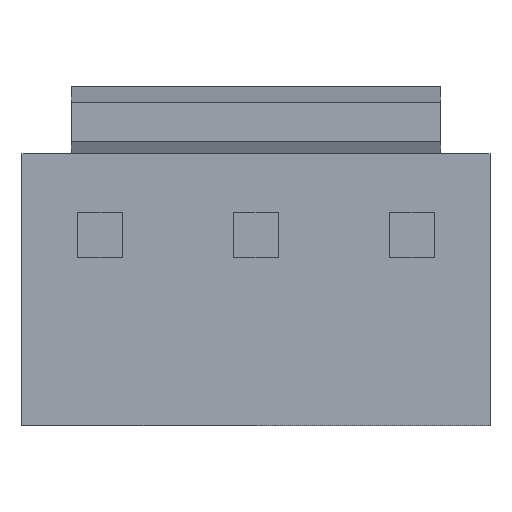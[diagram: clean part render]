
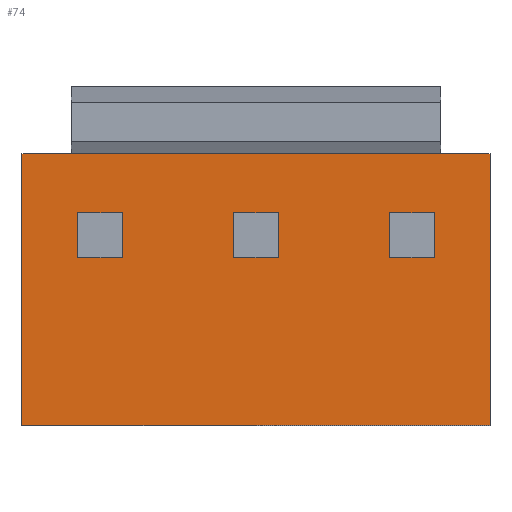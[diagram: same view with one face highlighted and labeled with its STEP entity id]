
A CAD part, top view. The second image highlights one B-rep face of the part: STEP entity #74.
In plain terms, the highlighted planar face has unit normal (0, 0, 1).
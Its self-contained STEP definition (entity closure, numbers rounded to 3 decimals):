
#74=ADVANCED_FACE('',(#221,#222,#223,#224),#225,.T.);
#221=FACE_OUTER_BOUND('',#455,.T.);
#222=FACE_BOUND('',#456,.T.);
#223=FACE_BOUND('',#457,.T.);
#224=FACE_BOUND('',#458,.T.);
#225=PLANE('',#459);
#455=EDGE_LOOP('',(#1026,#1027,#1028,#1029,#1030,#1031));
#456=EDGE_LOOP('',(#1032,#1033,#1034,#1035));
#457=EDGE_LOOP('',(#1036,#1037,#1038,#1039));
#458=EDGE_LOOP('',(#1040,#1041,#1042,#1043));
#459=AXIS2_PLACEMENT_3D('',#1044,#1045,#1046);
#1026=ORIENTED_EDGE('',*,*,#1749,.T.);
#1027=ORIENTED_EDGE('',*,*,#1827,.T.);
#1028=ORIENTED_EDGE('',*,*,#1825,.F.);
#1029=ORIENTED_EDGE('',*,*,#1823,.T.);
#1030=ORIENTED_EDGE('',*,*,#1810,.F.);
#1031=ORIENTED_EDGE('',*,*,#1751,.F.);
#1032=ORIENTED_EDGE('',*,*,#1828,.T.);
#1033=ORIENTED_EDGE('',*,*,#1829,.T.);
#1034=ORIENTED_EDGE('',*,*,#1830,.T.);
#1035=ORIENTED_EDGE('',*,*,#1831,.T.);
#1036=ORIENTED_EDGE('',*,*,#1832,.T.);
#1037=ORIENTED_EDGE('',*,*,#1833,.T.);
#1038=ORIENTED_EDGE('',*,*,#1834,.T.);
#1039=ORIENTED_EDGE('',*,*,#1835,.T.);
#1040=ORIENTED_EDGE('',*,*,#1836,.T.);
#1041=ORIENTED_EDGE('',*,*,#1837,.T.);
#1042=ORIENTED_EDGE('',*,*,#1838,.T.);
#1043=ORIENTED_EDGE('',*,*,#1839,.T.);
#1044=CARTESIAN_POINT('',(-5.94,2.08,-6.2));
#1045=DIRECTION('',(0.0,0.0,1.0));
#1046=DIRECTION('',(1.0,0.0,0.0));
#1749=EDGE_CURVE('',#2105,#2103,#2106,.T.);
#1751=EDGE_CURVE('',#2105,#2108,#2109,.T.);
#1810=EDGE_CURVE('',#2108,#2213,#2214,.T.);
#1823=EDGE_CURVE('',#2232,#2213,#2233,.T.);
#1825=EDGE_CURVE('',#2232,#2235,#2236,.T.);
#1827=EDGE_CURVE('',#2103,#2235,#2238,.T.);
#1828=EDGE_CURVE('',#2239,#2240,#2241,.T.);
#1829=EDGE_CURVE('',#2240,#2242,#2243,.T.);
#1830=EDGE_CURVE('',#2242,#2244,#2245,.T.);
#1831=EDGE_CURVE('',#2244,#2239,#2246,.T.);
#1832=EDGE_CURVE('',#2247,#2248,#2249,.T.);
#1833=EDGE_CURVE('',#2248,#2250,#2251,.T.);
#1834=EDGE_CURVE('',#2250,#2252,#2253,.T.);
#1835=EDGE_CURVE('',#2252,#2247,#2254,.T.);
#1836=EDGE_CURVE('',#2255,#2256,#2257,.T.);
#1837=EDGE_CURVE('',#2256,#2258,#2259,.T.);
#1838=EDGE_CURVE('',#2258,#2260,#2261,.T.);
#1839=EDGE_CURVE('',#2260,#2255,#2262,.T.);
#2103=VERTEX_POINT('',#2685);
#2105=VERTEX_POINT('',#2688);
#2106=LINE('',#2689,#2690);
#2108=VERTEX_POINT('',#2693);
#2109=LINE('',#2694,#2695);
#2213=VERTEX_POINT('',#2841);
#2214=LINE('',#2842,#2843);
#2232=VERTEX_POINT('',#2873);
#2233=LINE('',#2874,#2875);
#2235=VERTEX_POINT('',#2878);
#2236=LINE('',#2879,#2880);
#2238=LINE('',#2883,#2884);
#2239=VERTEX_POINT('',#2885);
#2240=VERTEX_POINT('',#2886);
#2241=LINE('',#2887,#2888);
#2242=VERTEX_POINT('',#2889);
#2243=LINE('',#2890,#2891);
#2244=VERTEX_POINT('',#2892);
#2245=LINE('',#2893,#2894);
#2246=LINE('',#2895,#2896);
#2247=VERTEX_POINT('',#2897);
#2248=VERTEX_POINT('',#2898);
#2249=LINE('',#2899,#2900);
#2250=VERTEX_POINT('',#2901);
#2251=LINE('',#2902,#2903);
#2252=VERTEX_POINT('',#2904);
#2253=LINE('',#2905,#2906);
#2254=LINE('',#2907,#2908);
#2255=VERTEX_POINT('',#2909);
#2256=VERTEX_POINT('',#2910);
#2257=LINE('',#2911,#2912);
#2258=VERTEX_POINT('',#2913);
#2259=LINE('',#2914,#2915);
#2260=VERTEX_POINT('',#2916);
#2261=LINE('',#2917,#2918);
#2262=LINE('',#2919,#2920);
#2685=CARTESIAN_POINT('',(-5.94,-4.82,-6.2));
#2688=CARTESIAN_POINT('',(-5.94,2.08,-6.2));
#2689=CARTESIAN_POINT('',(-5.94,2.08,-6.2));
#2690=VECTOR('',#3623,6.9);
#2693=CARTESIAN_POINT('',(-4.69,2.08,-6.2));
#2694=CARTESIAN_POINT('',(-5.94,2.08,-6.2));
#2695=VECTOR('',#3625,1.25);
#2841=CARTESIAN_POINT('',(4.69,2.08,-6.2));
#2842=CARTESIAN_POINT('',(-4.69,2.08,-6.2));
#2843=VECTOR('',#3716,9.38);
#2873=CARTESIAN_POINT('',(5.94,2.08,-6.2));
#2874=CARTESIAN_POINT('',(5.94,2.08,-6.2));
#2875=VECTOR('',#3729,1.25);
#2878=CARTESIAN_POINT('',(5.94,-4.82,-6.2));
#2879=CARTESIAN_POINT('',(5.94,2.08,-6.2));
#2880=VECTOR('',#3731,6.9);
#2883=CARTESIAN_POINT('',(-5.94,-4.82,-6.2));
#2884=VECTOR('',#3733,11.88);
#2885=CARTESIAN_POINT('',(3.39,0.57,-6.2));
#2886=CARTESIAN_POINT('',(4.53,0.57,-6.2));
#2887=CARTESIAN_POINT('',(3.39,0.57,-6.2));
#2888=VECTOR('',#3734,1.14);
#2889=CARTESIAN_POINT('',(4.53,-0.57,-6.2));
#2890=CARTESIAN_POINT('',(4.53,0.57,-6.2));
#2891=VECTOR('',#3735,1.14);
#2892=CARTESIAN_POINT('',(3.39,-0.57,-6.2));
#2893=CARTESIAN_POINT('',(4.53,-0.57,-6.2));
#2894=VECTOR('',#3736,1.14);
#2895=CARTESIAN_POINT('',(3.39,-0.57,-6.2));
#2896=VECTOR('',#3737,1.14);
#2897=CARTESIAN_POINT('',(-0.57,0.57,-6.2));
#2898=CARTESIAN_POINT('',(0.57,0.57,-6.2));
#2899=CARTESIAN_POINT('',(-0.57,0.57,-6.2));
#2900=VECTOR('',#3738,1.14);
#2901=CARTESIAN_POINT('',(0.57,-0.57,-6.2));
#2902=CARTESIAN_POINT('',(0.57,0.57,-6.2));
#2903=VECTOR('',#3739,1.14);
#2904=CARTESIAN_POINT('',(-0.57,-0.57,-6.2));
#2905=CARTESIAN_POINT('',(0.57,-0.57,-6.2));
#2906=VECTOR('',#3740,1.14);
#2907=CARTESIAN_POINT('',(-0.57,-0.57,-6.2));
#2908=VECTOR('',#3741,1.14);
#2909=CARTESIAN_POINT('',(-4.53,0.57,-6.2));
#2910=CARTESIAN_POINT('',(-3.39,0.57,-6.2));
#2911=CARTESIAN_POINT('',(-4.53,0.57,-6.2));
#2912=VECTOR('',#3742,1.14);
#2913=CARTESIAN_POINT('',(-3.39,-0.57,-6.2));
#2914=CARTESIAN_POINT('',(-3.39,0.57,-6.2));
#2915=VECTOR('',#3743,1.14);
#2916=CARTESIAN_POINT('',(-4.53,-0.57,-6.2));
#2917=CARTESIAN_POINT('',(-3.39,-0.57,-6.2));
#2918=VECTOR('',#3744,1.14);
#2919=CARTESIAN_POINT('',(-4.53,-0.57,-6.2));
#2920=VECTOR('',#3745,1.14);
#3623=DIRECTION('',(0.0,-1.0,0.0));
#3625=DIRECTION('',(1.0,0.0,0.0));
#3716=DIRECTION('',(1.0,0.0,0.0));
#3729=DIRECTION('',(-1.0,0.0,0.0));
#3731=DIRECTION('',(0.0,-1.0,0.0));
#3733=DIRECTION('',(1.0,0.0,0.0));
#3734=DIRECTION('',(1.0,0.0,0.0));
#3735=DIRECTION('',(0.0,-1.0,0.0));
#3736=DIRECTION('',(-1.0,0.0,0.0));
#3737=DIRECTION('',(0.0,1.0,0.0));
#3738=DIRECTION('',(1.0,0.0,0.0));
#3739=DIRECTION('',(0.0,-1.0,0.0));
#3740=DIRECTION('',(-1.0,0.0,0.0));
#3741=DIRECTION('',(0.0,1.0,0.0));
#3742=DIRECTION('',(1.0,0.0,0.0));
#3743=DIRECTION('',(0.0,-1.0,0.0));
#3744=DIRECTION('',(-1.0,0.0,0.0));
#3745=DIRECTION('',(0.0,1.0,0.0));
